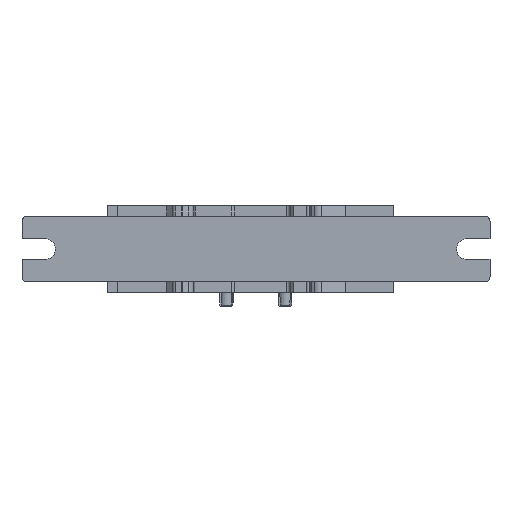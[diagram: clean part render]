
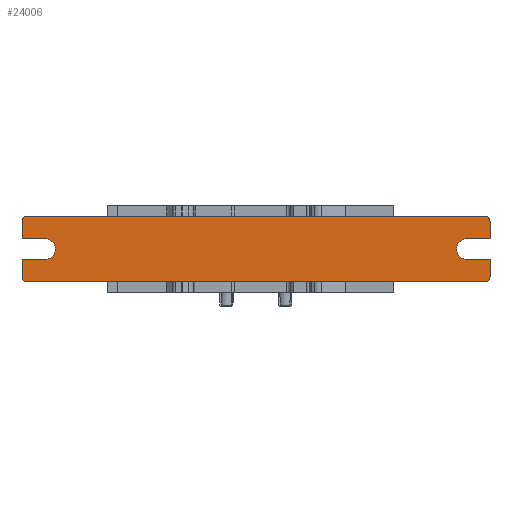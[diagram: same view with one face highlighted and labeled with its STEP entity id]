
A CAD part, front view. The second image highlights one B-rep face of the part: STEP entity #24006.
In plain terms, the highlighted planar face has unit normal (0, -1, 0).
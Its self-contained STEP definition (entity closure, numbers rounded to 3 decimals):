
#88 = CARTESIAN_POINT ( 'NONE',  ( 51.313, -6.048, 3.795 ) ) ;
#693 = DIRECTION ( 'NONE',  ( 1., 0., 0. ) ) ;
#898 = VECTOR ( 'NONE', #17309, 1000. ) ;
#1099 = ORIENTED_EDGE ( 'NONE', *, *, #40913, .T. ) ;
#1136 = DIRECTION ( 'NONE',  ( 0., 0., -1. ) ) ;
#1822 = CARTESIAN_POINT ( 'NONE',  ( -77.387, -6.048, 0.795 ) ) ;
#1881 = DIRECTION ( 'NONE',  ( 1., 0., 0. ) ) ;
#1893 = CARTESIAN_POINT ( 'NONE',  ( -75.887, -6.048, 13.295 ) ) ;
#2285 = CARTESIAN_POINT ( 'NONE',  ( 58.013, -6.048, 0.795 ) ) ;
#2300 = VERTEX_POINT ( 'NONE', #40758 ) ;
#2361 = DIRECTION ( 'NONE',  ( 1., 0., 0. ) ) ;
#3578 = DIRECTION ( 'NONE',  ( 1., 0., 0. ) ) ;
#4171 = ORIENTED_EDGE ( 'NONE', *, *, #12275, .T. ) ;
#4472 = CARTESIAN_POINT ( 'NONE',  ( 48.313, -6.048, 3.795 ) ) ;
#4534 = ORIENTED_EDGE ( 'NONE', *, *, #16223, .T. ) ;
#4623 = EDGE_CURVE ( 'NONE', #8795, #9801, #6790, .T. ) ;
#5301 = DIRECTION ( 'NONE',  ( 0., 0., -1. ) ) ;
#5885 = AXIS2_PLACEMENT_3D ( 'NONE', #44017, #22979, #2361 ) ;
#6131 = EDGE_CURVE ( 'NONE', #36069, #41624, #40505, .T. ) ;
#6790 = LINE ( 'NONE', #35589, #43841 ) ;
#6811 = LINE ( 'NONE', #2285, #42759 ) ;
#8795 = VERTEX_POINT ( 'NONE', #21832 ) ;
#9136 = VECTOR ( 'NONE', #37636, 1000. ) ;
#9323 = CARTESIAN_POINT ( 'NONE',  ( 56.513, -6.048, 13.295 ) ) ;
#9359 = EDGE_CURVE ( 'NONE', #11331, #31826, #33882, .T. ) ;
#9517 = DIRECTION ( 'NONE',  ( 1., 0., 0. ) ) ;
#9688 = CARTESIAN_POINT ( 'NONE',  ( 58.013, -6.048, 11.795 ) ) ;
#9801 = VERTEX_POINT ( 'NONE', #9688 ) ;
#10059 = CARTESIAN_POINT ( 'NONE',  ( -70.687, -6.048, 0.795 ) ) ;
#10480 = CARTESIAN_POINT ( 'NONE',  ( -70.687, -6.048, 0.795 ) ) ;
#10775 = CARTESIAN_POINT ( 'NONE',  ( 56.513, -6.048, -4.205 ) ) ;
#11331 = VERTEX_POINT ( 'NONE', #28681 ) ;
#12178 = DIRECTION ( 'NONE',  ( -1., 0., 0. ) ) ;
#12275 = EDGE_CURVE ( 'NONE', #40878, #28539, #36545, .T. ) ;
#12672 = VECTOR ( 'NONE', #12178, 1000. ) ;
#12895 = VERTEX_POINT ( 'NONE', #16966 ) ;
#13037 = CARTESIAN_POINT ( 'NONE',  ( -77.387, -6.048, 6.795 ) ) ;
#13258 = CARTESIAN_POINT ( 'NONE',  ( 51.313, -6.048, 3.795 ) ) ;
#13404 = CARTESIAN_POINT ( 'NONE',  ( -77.387, -6.048, 6.795 ) ) ;
#13850 = CARTESIAN_POINT ( 'NONE',  ( -75.887, -6.048, -5.705 ) ) ;
#14237 = DIRECTION ( 'NONE',  ( 1., 0., 0. ) ) ;
#15068 = LINE ( 'NONE', #10059, #22064 ) ;
#15144 = VERTEX_POINT ( 'NONE', #42210 ) ;
#16011 = DIRECTION ( 'NONE',  ( 0., -1., 0. ) ) ;
#16015 = VERTEX_POINT ( 'NONE', #16284 ) ;
#16223 = EDGE_CURVE ( 'NONE', #23525, #16015, #29553, .T. ) ;
#16284 = CARTESIAN_POINT ( 'NONE',  ( 56.513, -6.048, -5.705 ) ) ;
#16724 = DIRECTION ( 'NONE',  ( 1., 0., 0. ) ) ;
#16751 = CARTESIAN_POINT ( 'NONE',  ( 58.013, -6.048, -4.205 ) ) ;
#16858 = DIRECTION ( 'NONE',  ( 1., 0., 0. ) ) ;
#16966 = CARTESIAN_POINT ( 'NONE',  ( 58.013, -6.048, -4.205 ) ) ;
#17125 = CIRCLE ( 'NONE', #20550, 1.5 ) ;
#17309 = DIRECTION ( 'NONE',  ( 1., 0., 0. ) ) ;
#18906 = AXIS2_PLACEMENT_3D ( 'NONE', #36875, #16011, #40449 ) ;
#19503 = PLANE ( 'NONE',  #5885 ) ;
#19568 = DIRECTION ( 'NONE',  ( -1., 0., 0. ) ) ;
#19604 = VECTOR ( 'NONE', #5301, 1000. ) ;
#20334 = CARTESIAN_POINT ( 'NONE',  ( 56.513, -6.048, 13.295 ) ) ;
#20382 = ORIENTED_EDGE ( 'NONE', *, *, #4623, .T. ) ;
#20399 = ORIENTED_EDGE ( 'NONE', *, *, #9359, .T. ) ;
#20550 = AXIS2_PLACEMENT_3D ( 'NONE', #42300, #21278, #693 ) ;
#20861 = AXIS2_PLACEMENT_3D ( 'NONE', #32277, #33773, #33858 ) ;
#21278 = DIRECTION ( 'NONE',  ( 0., -1., 0. ) ) ;
#21285 = VERTEX_POINT ( 'NONE', #13037 ) ;
#21690 = ORIENTED_EDGE ( 'NONE', *, *, #44171, .T. ) ;
#21832 = CARTESIAN_POINT ( 'NONE',  ( 58.013, -6.048, 6.795 ) ) ;
#21902 = VERTEX_POINT ( 'NONE', #37008 ) ;
#21984 = ORIENTED_EDGE ( 'NONE', *, *, #43867, .T. ) ;
#22064 = VECTOR ( 'NONE', #23770, 1000. ) ;
#22500 = DIRECTION ( 'NONE',  ( 0., -1., 0. ) ) ;
#22888 = EDGE_CURVE ( 'NONE', #28539, #8795, #39054, .T. ) ;
#22970 = ORIENTED_EDGE ( 'NONE', *, *, #29641, .T. ) ;
#22979 = DIRECTION ( 'NONE',  ( 0., -1., 0. ) ) ;
#23525 = VERTEX_POINT ( 'NONE', #34461 ) ;
#23770 = DIRECTION ( 'NONE',  ( -1., 0., 0. ) ) ;
#24006 = ADVANCED_FACE ( 'NONE', ( #35590 ), #19503, .T. ) ;
#24023 = CIRCLE ( 'NONE', #31508, 3. ) ;
#24187 = DIRECTION ( 'NONE',  ( 0., 1., 0. ) ) ;
#24501 = ORIENTED_EDGE ( 'NONE', *, *, #35755, .T. ) ;
#24790 = VECTOR ( 'NONE', #1136, 1000. ) ;
#25102 = AXIS2_PLACEMENT_3D ( 'NONE', #43505, #22500, #1881 ) ;
#25912 = CARTESIAN_POINT ( 'NONE',  ( -77.387, -6.048, -4.205 ) ) ;
#26656 = ORIENTED_EDGE ( 'NONE', *, *, #35413, .T. ) ;
#26661 = VERTEX_POINT ( 'NONE', #25912 ) ;
#26957 = AXIS2_PLACEMENT_3D ( 'NONE', #10775, #35033, #14237 ) ;
#27513 = ORIENTED_EDGE ( 'NONE', *, *, #38397, .T. ) ;
#28539 = VERTEX_POINT ( 'NONE', #39005 ) ;
#28681 = CARTESIAN_POINT ( 'NONE',  ( -70.687, -6.048, 6.795 ) ) ;
#28737 = ORIENTED_EDGE ( 'NONE', *, *, #22888, .T. ) ;
#29374 = ORIENTED_EDGE ( 'NONE', *, *, #6131, .T. ) ;
#29553 = LINE ( 'NONE', #13850, #898 ) ;
#29641 = EDGE_CURVE ( 'NONE', #12895, #39454, #45088, .T. ) ;
#30699 = ORIENTED_EDGE ( 'NONE', *, *, #42882, .T. ) ;
#30840 = EDGE_CURVE ( 'NONE', #15144, #26661, #37101, .T. ) ;
#31508 = AXIS2_PLACEMENT_3D ( 'NONE', #88, #24187, #3578 ) ;
#31625 = EDGE_LOOP ( 'NONE', ( #24501, #4534, #30699, #22970, #40359, #26656, #4171, #28737, #20382, #27513, #29374, #33293, #1099, #21984, #20399, #21690, #35662 ) ) ;
#31826 = VERTEX_POINT ( 'NONE', #10480 ) ;
#32277 = CARTESIAN_POINT ( 'NONE',  ( -70.687, -6.048, 3.795 ) ) ;
#32647 = CIRCLE ( 'NONE', #26957, 1.5 ) ;
#32662 = DIRECTION ( 'NONE',  ( 0., 0., 1. ) ) ;
#33293 = ORIENTED_EDGE ( 'NONE', *, *, #34582, .T. ) ;
#33773 = DIRECTION ( 'NONE',  ( 0., 1., 0. ) ) ;
#33858 = DIRECTION ( 'NONE',  ( 1., 0., 0. ) ) ;
#33882 = CIRCLE ( 'NONE', #20861, 3. ) ;
#34056 = LINE ( 'NONE', #42477, #24790 ) ;
#34322 = AXIS2_PLACEMENT_3D ( 'NONE', #13258, #37614, #16724 ) ;
#34461 = CARTESIAN_POINT ( 'NONE',  ( -75.887, -6.048, -5.705 ) ) ;
#34582 = EDGE_CURVE ( 'NONE', #41624, #21902, #41525, .T. ) ;
#34591 = CARTESIAN_POINT ( 'NONE',  ( 58.013, -6.048, 0.795 ) ) ;
#35033 = DIRECTION ( 'NONE',  ( 0., -1., 0. ) ) ;
#35242 = VECTOR ( 'NONE', #16858, 1000. ) ;
#35413 = EDGE_CURVE ( 'NONE', #2300, #40878, #24023, .T. ) ;
#35589 = CARTESIAN_POINT ( 'NONE',  ( 58.013, -6.048, 6.795 ) ) ;
#35590 = FACE_OUTER_BOUND ( 'NONE', #31625, .T. ) ;
#35662 = ORIENTED_EDGE ( 'NONE', *, *, #30840, .T. ) ;
#35755 = EDGE_CURVE ( 'NONE', #26661, #23525, #41004, .T. ) ;
#36069 = VERTEX_POINT ( 'NONE', #20334 ) ;
#36545 = CIRCLE ( 'NONE', #34322, 3. ) ;
#36875 = CARTESIAN_POINT ( 'NONE',  ( -75.887, -6.048, 11.795 ) ) ;
#37008 = CARTESIAN_POINT ( 'NONE',  ( -77.387, -6.048, 11.795 ) ) ;
#37101 = LINE ( 'NONE', #1822, #19604 ) ;
#37614 = DIRECTION ( 'NONE',  ( 0., 1., 0. ) ) ;
#37636 = DIRECTION ( 'NONE',  ( 0., 0., 1. ) ) ;
#37920 = VECTOR ( 'NONE', #9517, 1000. ) ;
#38397 = EDGE_CURVE ( 'NONE', #9801, #36069, #17125, .T. ) ;
#39005 = CARTESIAN_POINT ( 'NONE',  ( 51.313, -6.048, 6.795 ) ) ;
#39054 = LINE ( 'NONE', #40612, #37920 ) ;
#39454 = VERTEX_POINT ( 'NONE', #34591 ) ;
#40359 = ORIENTED_EDGE ( 'NONE', *, *, #42283, .T. ) ;
#40449 = DIRECTION ( 'NONE',  ( 1., 0., 0. ) ) ;
#40505 = LINE ( 'NONE', #9323, #12672 ) ;
#40612 = CARTESIAN_POINT ( 'NONE',  ( 51.313, -6.048, 6.795 ) ) ;
#40758 = CARTESIAN_POINT ( 'NONE',  ( 51.313, -6.048, 0.795 ) ) ;
#40878 = VERTEX_POINT ( 'NONE', #4472 ) ;
#40913 = EDGE_CURVE ( 'NONE', #21902, #21285, #34056, .T. ) ;
#41004 = CIRCLE ( 'NONE', #25102, 1.5 ) ;
#41525 = CIRCLE ( 'NONE', #18906, 1.5 ) ;
#41624 = VERTEX_POINT ( 'NONE', #1893 ) ;
#42210 = CARTESIAN_POINT ( 'NONE',  ( -77.387, -6.048, 0.795 ) ) ;
#42283 = EDGE_CURVE ( 'NONE', #39454, #2300, #6811, .T. ) ;
#42300 = CARTESIAN_POINT ( 'NONE',  ( 56.513, -6.048, 11.795 ) ) ;
#42477 = CARTESIAN_POINT ( 'NONE',  ( -77.387, -6.048, 11.795 ) ) ;
#42759 = VECTOR ( 'NONE', #19568, 1000. ) ;
#42882 = EDGE_CURVE ( 'NONE', #16015, #12895, #32647, .T. ) ;
#43505 = CARTESIAN_POINT ( 'NONE',  ( -75.887, -6.048, -4.205 ) ) ;
#43841 = VECTOR ( 'NONE', #32662, 1000. ) ;
#43867 = EDGE_CURVE ( 'NONE', #21285, #11331, #44675, .T. ) ;
#44017 = CARTESIAN_POINT ( 'NONE',  ( -75.887, -6.048, -4.205 ) ) ;
#44171 = EDGE_CURVE ( 'NONE', #31826, #15144, #15068, .T. ) ;
#44675 = LINE ( 'NONE', #13404, #35242 ) ;
#45088 = LINE ( 'NONE', #16751, #9136 ) ;
